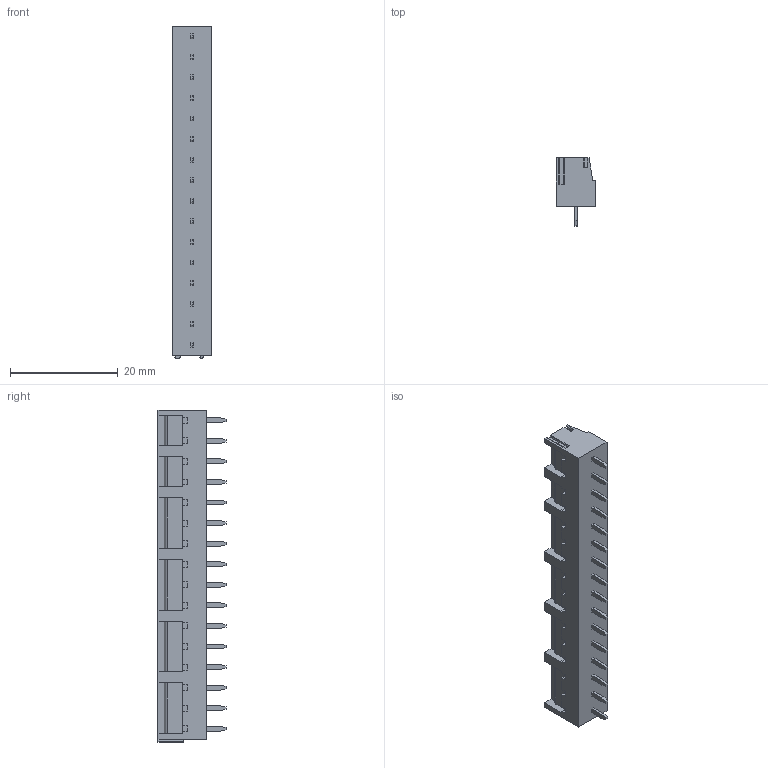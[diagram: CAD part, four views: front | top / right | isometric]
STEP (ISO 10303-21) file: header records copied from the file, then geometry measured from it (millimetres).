
FILE_DESCRIPTION((''),'2;1');
FILE_NAME('TL104V','2025-04-07T',('sj'),(''),'PRO/ENGINEER BY PARAMETRIC TECHNOLOGY CORPORATION, 2013240','PRO/ENGINEER BY PARAMETRIC TECHNOLOGY CORPORATION, 2013240','');
FILE_SCHEMA(('AUTOMOTIVE_DESIGN_CC2 { 1 2 10303 214 -1 1 5 2 }'));
Length unit declared in the file: millimetre
Products named in the file (1): TL104V
Bounding box: 7.4 x 12.6 x 61.51 mm (x, y, z)
Volume: 3286.6 mm3; surface area: 2962.4 mm2
Topology: 1 solids, 1 shells, 692 faces, 1702 edges, 1060 vertices
Faces by surface type: plane 454, cylinder 142, cone 96
Entity records: 20074 total; most frequent: DIRECTION 3466, CARTESIAN_POINT 3454, ORIENTED_EDGE 3404, EDGE_CURVE 1702, VECTOR 1322, LINE 1322, AXIS2_PLACEMENT_3D 1072, VERTEX_POINT 1060
